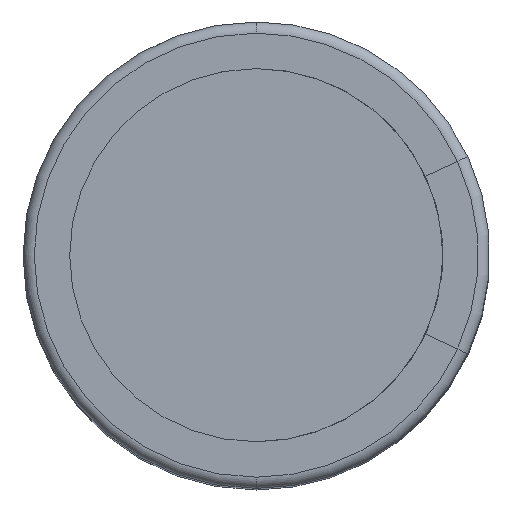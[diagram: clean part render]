
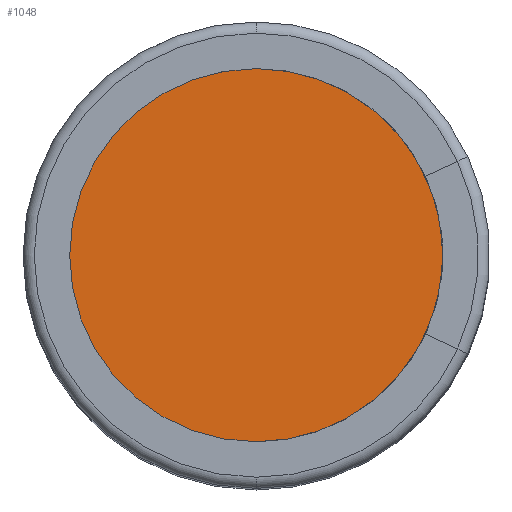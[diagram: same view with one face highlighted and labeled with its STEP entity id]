
A CAD part, top view. The second image highlights one B-rep face of the part: STEP entity #1048.
In plain terms, the highlighted planar face has unit normal (0, 0, 1).
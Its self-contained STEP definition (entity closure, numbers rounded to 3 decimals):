
#188 = EDGE_LOOP ( 'NONE', ( #6544, #10631 ) ) ;
#483 = VERTEX_POINT ( 'NONE', #2196 ) ;
#971 = DIRECTION ( 'NONE',  ( 0., 1., 0. ) ) ;
#1048 = ADVANCED_FACE ( 'NONE', ( #3013 ), #5137, .T. ) ;
#2196 = CARTESIAN_POINT ( 'NONE',  ( 0., 5., 24.8 ) ) ;
#3013 = FACE_OUTER_BOUND ( 'NONE', #188, .T. ) ;
#3882 = EDGE_CURVE ( 'NONE', #483, #5594, #6576, .T. ) ;
#4806 = DIRECTION ( 'NONE',  ( 0., 0., 1. ) ) ;
#5137 = PLANE ( 'NONE',  #10829 ) ;
#5478 = DIRECTION ( 'NONE',  ( 0., 1., 0. ) ) ;
#5594 = VERTEX_POINT ( 'NONE', #5617 ) ;
#5617 = CARTESIAN_POINT ( 'NONE',  ( 0., -5., 24.8 ) ) ;
#5888 = EDGE_CURVE ( 'NONE', #5594, #483, #11608, .T. ) ;
#6377 = DIRECTION ( 'NONE',  ( 0., 0., 1. ) ) ;
#6544 = ORIENTED_EDGE ( 'NONE', *, *, #3882, .T. ) ;
#6576 = CIRCLE ( 'NONE', #9965, 5. ) ;
#6782 = CARTESIAN_POINT ( 'NONE',  ( 0., 0., 24.8 ) ) ;
#7380 = CARTESIAN_POINT ( 'NONE',  ( 0., 0., 24.8 ) ) ;
#7737 = DIRECTION ( 'NONE',  ( 0., 0., 1. ) ) ;
#7879 = CARTESIAN_POINT ( 'NONE',  ( 0., 0., 24.8 ) ) ;
#9814 = AXIS2_PLACEMENT_3D ( 'NONE', #7380, #6377, #971 ) ;
#9900 = DIRECTION ( 'NONE',  ( 0., 1., 0. ) ) ;
#9965 = AXIS2_PLACEMENT_3D ( 'NONE', #6782, #4806, #9900 ) ;
#10631 = ORIENTED_EDGE ( 'NONE', *, *, #5888, .T. ) ;
#10829 = AXIS2_PLACEMENT_3D ( 'NONE', #7879, #7737, #5478 ) ;
#11608 = CIRCLE ( 'NONE', #9814, 5. ) ;
